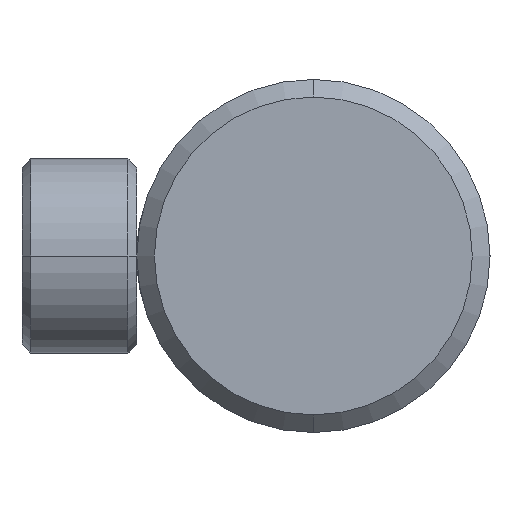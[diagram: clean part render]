
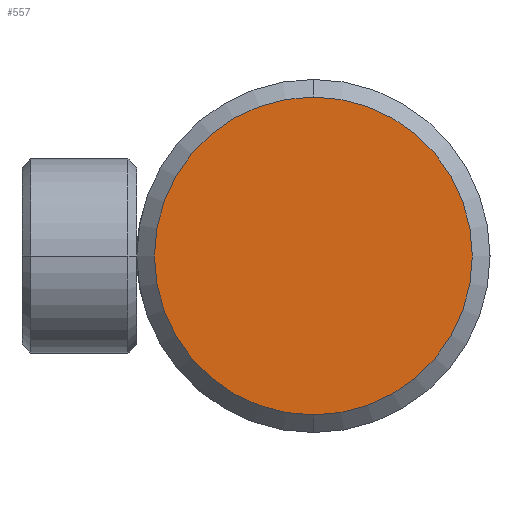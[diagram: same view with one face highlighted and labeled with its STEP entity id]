
A CAD part, left-side view. The second image highlights one B-rep face of the part: STEP entity #557.
In plain terms, the highlighted planar face has unit normal (-1, 0, 0).
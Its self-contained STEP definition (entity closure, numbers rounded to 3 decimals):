
#172 = DIRECTION ( 'NONE',  ( -1., 0., 0. ) ) ;
#187 = DIRECTION ( 'NONE',  ( 0., 0., -1. ) ) ;
#190 = PLANE ( 'NONE',  #958 ) ;
#199 = CIRCLE ( 'NONE', #1301, 18. ) ;
#338 = VERTEX_POINT ( 'NONE', #2492 ) ;
#377 = ORIENTED_EDGE ( 'NONE', *, *, #1599, .F. ) ;
#557 = ADVANCED_FACE ( 'NONE', ( #727 ), #190, .T. ) ;
#622 = EDGE_LOOP ( 'NONE', ( #767, #377 ) ) ;
#727 = FACE_OUTER_BOUND ( 'NONE', #622, .T. ) ;
#767 = ORIENTED_EDGE ( 'NONE', *, *, #1694, .F. ) ;
#780 = CARTESIAN_POINT ( 'NONE',  ( 0., 0., 0. ) ) ;
#813 = DIRECTION ( 'NONE',  ( 0., 0., 1. ) ) ;
#958 = AXIS2_PLACEMENT_3D ( 'NONE', #2117, #172, #813 ) ;
#1301 = AXIS2_PLACEMENT_3D ( 'NONE', #2332, #1716, #2697 ) ;
#1358 = CARTESIAN_POINT ( 'NONE',  ( 0., 0., -18. ) ) ;
#1599 = EDGE_CURVE ( 'NONE', #338, #1786, #199, .T. ) ;
#1694 = EDGE_CURVE ( 'NONE', #1786, #338, #2310, .T. ) ;
#1716 = DIRECTION ( 'NONE',  ( 1., 0., 0. ) ) ;
#1786 = VERTEX_POINT ( 'NONE', #1358 ) ;
#2078 = DIRECTION ( 'NONE',  ( 1., 0., 0. ) ) ;
#2117 = CARTESIAN_POINT ( 'NONE',  ( 0., 0., 0. ) ) ;
#2270 = AXIS2_PLACEMENT_3D ( 'NONE', #780, #2078, #187 ) ;
#2310 = CIRCLE ( 'NONE', #2270, 18. ) ;
#2332 = CARTESIAN_POINT ( 'NONE',  ( 0., 0., 0. ) ) ;
#2492 = CARTESIAN_POINT ( 'NONE',  ( 0., 0., 18. ) ) ;
#2697 = DIRECTION ( 'NONE',  ( 0., 0., -1. ) ) ;
